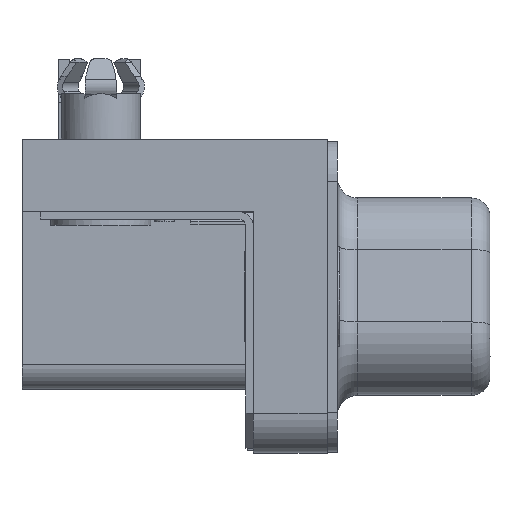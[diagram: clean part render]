
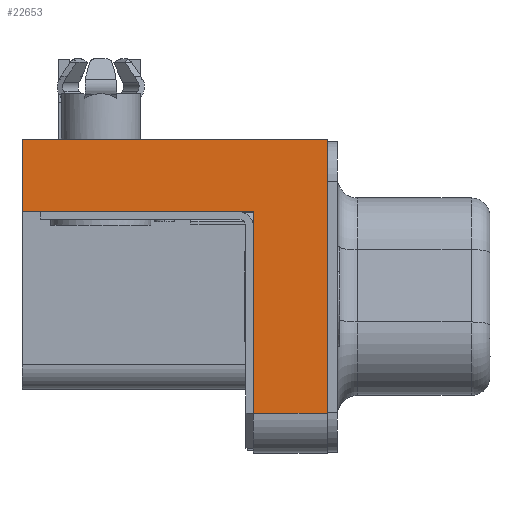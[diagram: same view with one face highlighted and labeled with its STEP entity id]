
A CAD part, left-side view. The second image highlights one B-rep face of the part: STEP entity #22653.
In plain terms, the highlighted planar face has unit normal (-1, 0, 0).
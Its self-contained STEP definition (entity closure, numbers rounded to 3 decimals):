
#689=DIRECTION('',(0.,0.,1.));
#690=VECTOR('',#689,8.05);
#691=CARTESIAN_POINT('',(-19.66,2.95,-10.95));
#692=LINE('5000',#691,#690);
#1795=DIRECTION('',(0.,0.,1.));
#1796=VECTOR('',#1795,10.95);
#1797=CARTESIAN_POINT('',(-19.66,0.,-10.95));
#1798=LINE('4988',#1797,#1796);
#1888=DIRECTION('',(0.,1.,0.));
#1889=VECTOR('',#1888,12.2);
#1890=CARTESIAN_POINT('',(-19.66,0.,0.));
#1891=LINE('5005',#1890,#1889);
#1926=DIRECTION('',(0.,0.,1.));
#1927=VECTOR('',#1926,2.9);
#1928=CARTESIAN_POINT('',(-19.66,12.2,-2.9));
#1929=LINE('4995',#1928,#1927);
#5869=DIRECTION('',(0.,1.,0.));
#5870=VECTOR('',#5869,9.25);
#5871=CARTESIAN_POINT('',(-19.66,2.95,-2.9));
#5872=LINE('5001',#5871,#5870);
#5873=DIRECTION('',(0.,1.,0.));
#5874=VECTOR('',#5873,2.95);
#5875=CARTESIAN_POINT('',(-19.66,0.,-10.95));
#5876=LINE('4994',#5875,#5874);
#11920=CARTESIAN_POINT('',(-19.66,0.,-10.95));
#11922=VERTEX_POINT('',#11920);
#11923=CARTESIAN_POINT('',(-19.66,0.,0.));
#11924=VERTEX_POINT('',#11923);
#11930=CARTESIAN_POINT('',(-19.66,2.95,-10.95));
#11932=VERTEX_POINT('',#11930);
#11933=CARTESIAN_POINT('',(-19.66,12.2,-2.9));
#11934=CARTESIAN_POINT('',(-19.66,12.2,0.));
#11935=VERTEX_POINT('',#11933);
#11936=VERTEX_POINT('',#11934);
#11947=CARTESIAN_POINT('',(-19.66,2.95,-2.9));
#11948=VERTEX_POINT('',#11947);
#22639=CARTESIAN_POINT('',(-19.66,0.,-10.95));
#22640=DIRECTION('',(-1.,0.,0.));
#22641=DIRECTION('',(0.,0.,1.));
#22642=AXIS2_PLACEMENT_3D('',#22639,#22640,#22641);
#22643=PLANE('3583',#22642);
#22644=ORIENTED_EDGE('5000',*,*,#15262,.T.);
#22646=ORIENTED_EDGE('5001',*,*,#22645,.T.);
#22647=ORIENTED_EDGE('4995',*,*,#17068,.T.);
#22648=ORIENTED_EDGE('5005',*,*,#17021,.F.);
#22649=ORIENTED_EDGE('4988',*,*,#16893,.F.);
#22650=ORIENTED_EDGE('4994',*,*,#16876,.T.);
#22651=EDGE_LOOP('3583',(#22644,#22646,#22647,#22648,#22649,#22650));
#22652=FACE_OUTER_BOUND('3583',#22651,.F.);
#22653=ADVANCED_FACE('3583',(#22652),#22643,.T.);
#15262=EDGE_CURVE('5000',#11932,#11948,#692,.T.);
#16876=EDGE_CURVE('4994',#11922,#11932,#5876,.T.);
#16893=EDGE_CURVE('4988',#11922,#11924,#1798,.T.);
#17021=EDGE_CURVE('5005',#11924,#11936,#1891,.T.);
#17068=EDGE_CURVE('4995',#11935,#11936,#1929,.T.);
#22645=EDGE_CURVE('5001',#11948,#11935,#5872,.T.);
